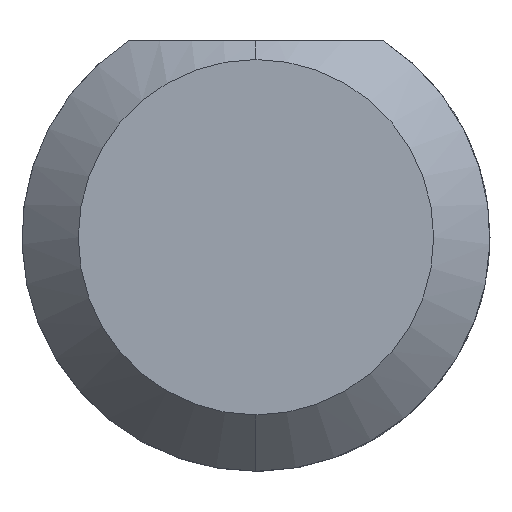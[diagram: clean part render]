
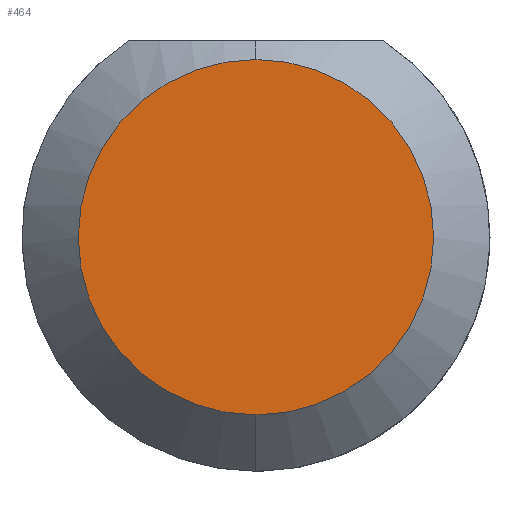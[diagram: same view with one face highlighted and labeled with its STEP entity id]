
A CAD part, left-side view. The second image highlights one B-rep face of the part: STEP entity #464.
In plain terms, the highlighted planar face has unit normal (-1, 0, 0).
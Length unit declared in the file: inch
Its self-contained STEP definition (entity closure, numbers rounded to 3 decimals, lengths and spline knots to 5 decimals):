
#20 = EDGE_CURVE ( 'NONE', #418, #94, #332, .T. ) ;
#31 = CARTESIAN_POINT ( 'NONE',  ( 0., 0., 0. ) ) ;
#38 = AXIS2_PLACEMENT_3D ( 'NONE', #31, #123, #168 ) ;
#40 = DIRECTION ( 'NONE',  ( -1., 0., 0. ) ) ;
#47 = EDGE_CURVE ( 'NONE', #94, #418, #371, .T. ) ;
#57 = CARTESIAN_POINT ( 'NONE',  ( 0., 0., -0.04735 ) ) ;
#81 = DIRECTION ( 'NONE',  ( 0., 0., -1. ) ) ;
#83 = CARTESIAN_POINT ( 'NONE',  ( 0., 0., 0.04735 ) ) ;
#94 = VERTEX_POINT ( 'NONE', #57 ) ;
#123 = DIRECTION ( 'NONE',  ( -1., 0., 0. ) ) ;
#130 = CARTESIAN_POINT ( 'NONE',  ( 0., 0., 0. ) ) ;
#168 = DIRECTION ( 'NONE',  ( 0., 0., 1. ) ) ;
#223 = DIRECTION ( 'NONE',  ( 0., 0., 1. ) ) ;
#283 = ORIENTED_EDGE ( 'NONE', *, *, #47, .T. ) ;
#332 = CIRCLE ( 'NONE', #339, 0.04735 ) ;
#339 = AXIS2_PLACEMENT_3D ( 'NONE', #130, #40, #223 ) ;
#360 = AXIS2_PLACEMENT_3D ( 'NONE', #479, #525, #81 ) ;
#371 = CIRCLE ( 'NONE', #38, 0.04735 ) ;
#377 = EDGE_LOOP ( 'NONE', ( #283, #431 ) ) ;
#418 = VERTEX_POINT ( 'NONE', #83 ) ;
#431 = ORIENTED_EDGE ( 'NONE', *, *, #20, .T. ) ;
#464 = ADVANCED_FACE ( 'NONE', ( #558 ), #518, .F. ) ;
#479 = CARTESIAN_POINT ( 'NONE',  ( 0., 0., 0. ) ) ;
#518 = PLANE ( 'NONE',  #360 ) ;
#525 = DIRECTION ( 'NONE',  ( 1., 0., 0. ) ) ;
#558 = FACE_OUTER_BOUND ( 'NONE', #377, .T. ) ;
